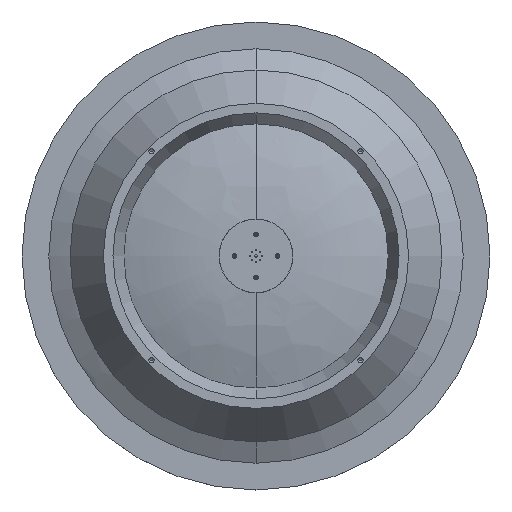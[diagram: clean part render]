
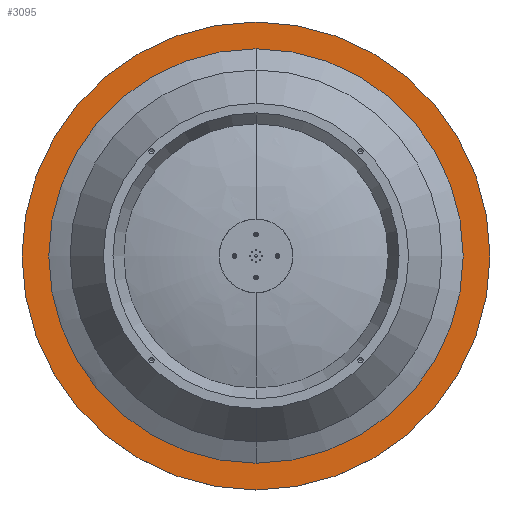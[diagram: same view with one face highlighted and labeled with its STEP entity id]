
A CAD part, top view. The second image highlights one B-rep face of the part: STEP entity #3095.
In plain terms, the highlighted planar face has unit normal (0, 0, 1).
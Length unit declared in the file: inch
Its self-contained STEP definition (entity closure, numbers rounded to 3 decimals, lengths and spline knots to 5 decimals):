
#767 = AXIS2_PLACEMENT_3D ( 'NONE', #7005, #17752, #21699 ) ;
#951 = DIRECTION ( 'NONE',  ( 1., 0., 0. ) ) ;
#1040 = ORIENTED_EDGE ( 'NONE', *, *, #35250, .F. ) ;
#1364 = CARTESIAN_POINT ( 'NONE',  ( 0., 0., -4.18614 ) ) ;
#2273 = EDGE_LOOP ( 'NONE', ( #36633, #20258 ) ) ;
#2284 = CARTESIAN_POINT ( 'NONE',  ( 0., 0., -4.18614 ) ) ;
#3095 = ADVANCED_FACE ( 'NONE', ( #26657, #28907 ), #26531, .F. ) ;
#3517 = CIRCLE ( 'NONE', #39050, 16.82639 ) ;
#4372 = CARTESIAN_POINT ( 'NONE',  ( 0., 0., -4.18614 ) ) ;
#4900 = CARTESIAN_POINT ( 'NONE',  ( 0., 19., -4.18614 ) ) ;
#6045 = DIRECTION ( 'NONE',  ( 1., 0., 0. ) ) ;
#7005 = CARTESIAN_POINT ( 'NONE',  ( 0., 0., -4.18614 ) ) ;
#7843 = CARTESIAN_POINT ( 'NONE',  ( 0., -16.82639, -4.18614 ) ) ;
#8221 = AXIS2_PLACEMENT_3D ( 'NONE', #2284, #20428, #6045 ) ;
#8879 = VERTEX_POINT ( 'NONE', #11708 ) ;
#11708 = CARTESIAN_POINT ( 'NONE',  ( -19., 0., -4.18614 ) ) ;
#11946 = CIRCLE ( 'NONE', #13882, 19. ) ;
#11979 = DIRECTION ( 'NONE',  ( 0., 0., 1. ) ) ;
#12288 = DIRECTION ( 'NONE',  ( 1., 0., 0. ) ) ;
#13882 = AXIS2_PLACEMENT_3D ( 'NONE', #1364, #11979, #12288 ) ;
#13889 = EDGE_CURVE ( 'NONE', #8879, #24549, #36212, .T. ) ;
#14243 = AXIS2_PLACEMENT_3D ( 'NONE', #4900, #33961, #19742 ) ;
#14352 = EDGE_CURVE ( 'NONE', #38707, #37758, #3517, .T. ) ;
#15048 = EDGE_CURVE ( 'NONE', #24549, #8879, #11946, .T. ) ;
#15818 = EDGE_LOOP ( 'NONE', ( #1040, #18132 ) ) ;
#17752 = DIRECTION ( 'NONE',  ( 0., 0., 1. ) ) ;
#18132 = ORIENTED_EDGE ( 'NONE', *, *, #14352, .F. ) ;
#19742 = DIRECTION ( 'NONE',  ( -1., 0., 0. ) ) ;
#20258 = ORIENTED_EDGE ( 'NONE', *, *, #13889, .T. ) ;
#20428 = DIRECTION ( 'NONE',  ( 0., 0., 1. ) ) ;
#21160 = CARTESIAN_POINT ( 'NONE',  ( 0., 16.82639, -4.18614 ) ) ;
#21699 = DIRECTION ( 'NONE',  ( 1., 0., 0. ) ) ;
#22399 = DIRECTION ( 'NONE',  ( 0., 0., 1. ) ) ;
#24549 = VERTEX_POINT ( 'NONE', #33903 ) ;
#26531 = PLANE ( 'NONE',  #14243 ) ;
#26657 = FACE_BOUND ( 'NONE', #15818, .T. ) ;
#28907 = FACE_OUTER_BOUND ( 'NONE', #2273, .T. ) ;
#33903 = CARTESIAN_POINT ( 'NONE',  ( 19., 0., -4.18614 ) ) ;
#33961 = DIRECTION ( 'NONE',  ( 0., 0., -1. ) ) ;
#35250 = EDGE_CURVE ( 'NONE', #37758, #38707, #40786, .T. ) ;
#36212 = CIRCLE ( 'NONE', #8221, 19. ) ;
#36633 = ORIENTED_EDGE ( 'NONE', *, *, #15048, .T. ) ;
#37758 = VERTEX_POINT ( 'NONE', #7843 ) ;
#38707 = VERTEX_POINT ( 'NONE', #21160 ) ;
#39050 = AXIS2_PLACEMENT_3D ( 'NONE', #4372, #22399, #951 ) ;
#40786 = CIRCLE ( 'NONE', #767, 16.82639 ) ;
